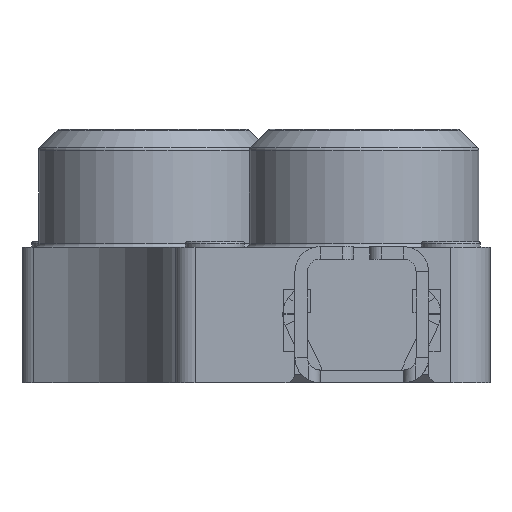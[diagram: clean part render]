
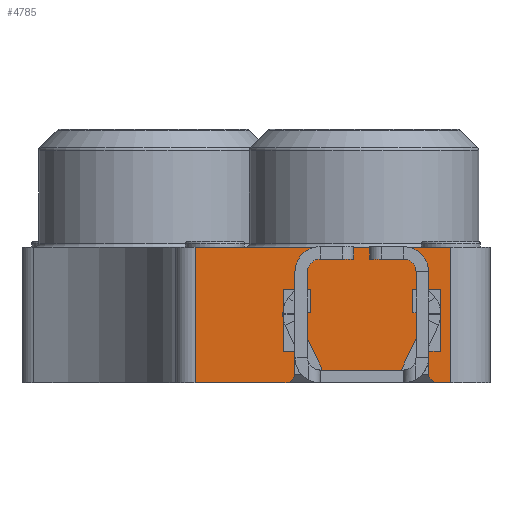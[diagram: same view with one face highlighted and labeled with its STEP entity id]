
A CAD part, left-side view. The second image highlights one B-rep face of the part: STEP entity #4785.
In plain terms, the highlighted planar face has unit normal (-1, 0, 0).
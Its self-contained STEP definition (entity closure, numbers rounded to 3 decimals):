
#275=PLANE('',#5174);
#502=FACE_OUTER_BOUND('',#797,.T.);
#797=EDGE_LOOP('',(#3845,#3846,#3847,#3848,#3849,#3850,#3851,#3852,#3853,
#3854,#3855,#3856,#3857,#3858,#3859,#3860,#3861,#3862,#3863,#3864,#3865,
#3866));
#1183=LINE('',#7503,#1668);
#1188=LINE('',#7515,#1673);
#1196=LINE('',#7531,#1681);
#1219=LINE('',#7600,#1704);
#1222=LINE('',#7606,#1707);
#1223=LINE('',#7608,#1708);
#1224=LINE('',#7610,#1709);
#1225=LINE('',#7612,#1710);
#1226=LINE('',#7614,#1711);
#1227=LINE('',#7616,#1712);
#1228=LINE('',#7618,#1713);
#1229=LINE('',#7620,#1714);
#1230=LINE('',#7622,#1715);
#1231=LINE('',#7624,#1716);
#1232=LINE('',#7626,#1717);
#1233=LINE('',#7628,#1718);
#1234=LINE('',#7630,#1719);
#1235=LINE('',#7632,#1720);
#1236=LINE('',#7634,#1721);
#1237=LINE('',#7636,#1722);
#1238=LINE('',#7638,#1723);
#1239=LINE('',#7639,#1724);
#1668=VECTOR('',#6064,10.);
#1673=VECTOR('',#6075,10.);
#1681=VECTOR('',#6083,10.);
#1704=VECTOR('',#6144,10.);
#1707=VECTOR('',#6151,10.);
#1708=VECTOR('',#6152,10.);
#1709=VECTOR('',#6153,10.);
#1710=VECTOR('',#6154,10.);
#1711=VECTOR('',#6155,10.);
#1712=VECTOR('',#6156,10.);
#1713=VECTOR('',#6157,10.);
#1714=VECTOR('',#6158,10.);
#1715=VECTOR('',#6159,10.);
#1716=VECTOR('',#6160,10.);
#1717=VECTOR('',#6161,10.);
#1718=VECTOR('',#6162,10.);
#1719=VECTOR('',#6163,10.);
#1720=VECTOR('',#6164,10.);
#1721=VECTOR('',#6165,10.);
#1722=VECTOR('',#6166,10.);
#1723=VECTOR('',#6167,10.);
#1724=VECTOR('',#6168,10.);
#2235=VERTEX_POINT('',#7500);
#2236=VERTEX_POINT('',#7502);
#2240=VERTEX_POINT('',#7514);
#2247=VERTEX_POINT('',#7528);
#2248=VERTEX_POINT('',#7530);
#2274=VERTEX_POINT('',#7596);
#2277=VERTEX_POINT('',#7607);
#2278=VERTEX_POINT('',#7609);
#2279=VERTEX_POINT('',#7611);
#2280=VERTEX_POINT('',#7613);
#2281=VERTEX_POINT('',#7615);
#2282=VERTEX_POINT('',#7617);
#2283=VERTEX_POINT('',#7619);
#2284=VERTEX_POINT('',#7621);
#2285=VERTEX_POINT('',#7623);
#2286=VERTEX_POINT('',#7625);
#2287=VERTEX_POINT('',#7627);
#2288=VERTEX_POINT('',#7629);
#2289=VERTEX_POINT('',#7631);
#2290=VERTEX_POINT('',#7633);
#2291=VERTEX_POINT('',#7635);
#2292=VERTEX_POINT('',#7637);
#2780=EDGE_CURVE('',#2235,#2236,#1183,.T.);
#2786=EDGE_CURVE('',#2236,#2240,#1188,.T.);
#2794=EDGE_CURVE('',#2247,#2248,#1196,.T.);
#2829=EDGE_CURVE('',#2248,#2274,#1219,.T.);
#2832=EDGE_CURVE('',#2274,#2235,#1222,.T.);
#2833=EDGE_CURVE('',#2277,#2247,#1223,.T.);
#2834=EDGE_CURVE('',#2277,#2278,#1224,.T.);
#2835=EDGE_CURVE('',#2278,#2279,#1225,.T.);
#2836=EDGE_CURVE('',#2279,#2280,#1226,.T.);
#2837=EDGE_CURVE('',#2280,#2281,#1227,.T.);
#2838=EDGE_CURVE('',#2281,#2282,#1228,.T.);
#2839=EDGE_CURVE('',#2282,#2283,#1229,.T.);
#2840=EDGE_CURVE('',#2283,#2284,#1230,.T.);
#2841=EDGE_CURVE('',#2284,#2285,#1231,.T.);
#2842=EDGE_CURVE('',#2285,#2286,#1232,.T.);
#2843=EDGE_CURVE('',#2286,#2287,#1233,.T.);
#2844=EDGE_CURVE('',#2287,#2288,#1234,.T.);
#2845=EDGE_CURVE('',#2288,#2289,#1235,.T.);
#2846=EDGE_CURVE('',#2289,#2290,#1236,.T.);
#2847=EDGE_CURVE('',#2290,#2291,#1237,.T.);
#2848=EDGE_CURVE('',#2291,#2292,#1238,.T.);
#2849=EDGE_CURVE('',#2240,#2292,#1239,.T.);
#3845=ORIENTED_EDGE('',*,*,#2780,.F.);
#3846=ORIENTED_EDGE('',*,*,#2832,.F.);
#3847=ORIENTED_EDGE('',*,*,#2829,.F.);
#3848=ORIENTED_EDGE('',*,*,#2794,.F.);
#3849=ORIENTED_EDGE('',*,*,#2833,.F.);
#3850=ORIENTED_EDGE('',*,*,#2834,.T.);
#3851=ORIENTED_EDGE('',*,*,#2835,.T.);
#3852=ORIENTED_EDGE('',*,*,#2836,.T.);
#3853=ORIENTED_EDGE('',*,*,#2837,.T.);
#3854=ORIENTED_EDGE('',*,*,#2838,.T.);
#3855=ORIENTED_EDGE('',*,*,#2839,.T.);
#3856=ORIENTED_EDGE('',*,*,#2840,.T.);
#3857=ORIENTED_EDGE('',*,*,#2841,.T.);
#3858=ORIENTED_EDGE('',*,*,#2842,.T.);
#3859=ORIENTED_EDGE('',*,*,#2843,.T.);
#3860=ORIENTED_EDGE('',*,*,#2844,.T.);
#3861=ORIENTED_EDGE('',*,*,#2845,.T.);
#3862=ORIENTED_EDGE('',*,*,#2846,.T.);
#3863=ORIENTED_EDGE('',*,*,#2847,.T.);
#3864=ORIENTED_EDGE('',*,*,#2848,.T.);
#3865=ORIENTED_EDGE('',*,*,#2849,.F.);
#3866=ORIENTED_EDGE('',*,*,#2786,.F.);
#4785=ADVANCED_FACE('',(#502),#275,.T.);
#5174=AXIS2_PLACEMENT_3D('',#7605,#6149,#6150);
#6064=DIRECTION('',(0.,0.,-1.));
#6075=DIRECTION('',(0.,1.,0.));
#6083=DIRECTION('',(0.,1.,0.));
#6144=DIRECTION('',(0.,0.,1.));
#6149=DIRECTION('center_axis',(-1.,0.,0.));
#6150=DIRECTION('ref_axis',(0.,-1.,0.));
#6151=DIRECTION('',(0.,-1.,0.));
#6152=DIRECTION('',(0.,0.707,-0.707));
#6153=DIRECTION('',(0.,0.,1.));
#6154=DIRECTION('',(0.,1.,0.));
#6155=DIRECTION('',(0.,0.,1.));
#6156=DIRECTION('',(0.,-1.,0.));
#6157=DIRECTION('',(0.,0.,-1.));
#6158=DIRECTION('',(0.,1.,0.));
#6159=DIRECTION('',(0.,-0.432,-0.902));
#6160=DIRECTION('',(0.,-1.,0.));
#6161=DIRECTION('',(0.,-0.432,0.902));
#6162=DIRECTION('',(0.,1.,0.));
#6163=DIRECTION('',(0.,0.,1.));
#6164=DIRECTION('',(0.,-1.,0.));
#6165=DIRECTION('',(0.,0.,-1.));
#6166=DIRECTION('',(0.,1.,0.));
#6167=DIRECTION('',(0.,0.,-1.));
#6168=DIRECTION('',(0.,0.707,0.707));
#7500=CARTESIAN_POINT('',(-5.5,-1.5,1.72));
#7502=CARTESIAN_POINT('',(-5.5,-1.5,0.));
#7503=CARTESIAN_POINT('',(-5.5,-1.5,0.));
#7514=CARTESIAN_POINT('',(-5.5,-1.295,0.));
#7515=CARTESIAN_POINT('',(-5.5,-2.,0.));
#7528=CARTESIAN_POINT('',(-5.5,0.555,0.));
#7530=CARTESIAN_POINT('',(-5.5,1.75,0.));
#7531=CARTESIAN_POINT('',(-5.5,-2.,0.));
#7596=CARTESIAN_POINT('',(-5.5,1.75,1.72));
#7600=CARTESIAN_POINT('',(-5.5,1.75,0.));
#7605=CARTESIAN_POINT('Origin',(-5.5,2.,0.));
#7606=CARTESIAN_POINT('',(-5.5,-2.,1.72));
#7607=CARTESIAN_POINT('',(-5.5,0.48,0.075));
#7608=CARTESIAN_POINT('',(-5.5,0.898,-0.343));
#7609=CARTESIAN_POINT('',(-5.5,0.48,0.4));
#7610=CARTESIAN_POINT('',(-5.5,0.48,0.));
#7611=CARTESIAN_POINT('',(-5.5,0.63,0.4));
#7612=CARTESIAN_POINT('',(-5.5,1.24,0.4));
#7613=CARTESIAN_POINT('',(-5.5,0.63,1.19));
#7614=CARTESIAN_POINT('',(-5.5,0.63,0.2));
#7615=CARTESIAN_POINT('',(-5.5,0.28,1.19));
#7616=CARTESIAN_POINT('',(-5.5,1.315,1.19));
#7617=CARTESIAN_POINT('',(-5.5,0.28,0.89));
#7618=CARTESIAN_POINT('',(-5.5,0.28,0.595));
#7619=CARTESIAN_POINT('',(-5.5,0.48,0.89));
#7620=CARTESIAN_POINT('',(-5.5,1.14,0.89));
#7621=CARTESIAN_POINT('',(-5.5,0.13,0.16));
#7622=CARTESIAN_POINT('',(-5.5,0.449,0.824));
#7623=CARTESIAN_POINT('',(-5.5,-0.87,0.16));
#7624=CARTESIAN_POINT('',(-5.5,1.065,0.16));
#7625=CARTESIAN_POINT('',(-5.5,-1.22,0.89));
#7626=CARTESIAN_POINT('',(-5.5,-0.571,-0.464));
#7627=CARTESIAN_POINT('',(-5.5,-1.02,0.89));
#7628=CARTESIAN_POINT('',(-5.5,0.39,0.89));
#7629=CARTESIAN_POINT('',(-5.5,-1.02,1.19));
#7630=CARTESIAN_POINT('',(-5.5,-1.02,0.445));
#7631=CARTESIAN_POINT('',(-5.5,-1.37,1.19));
#7632=CARTESIAN_POINT('',(-5.5,0.49,1.19));
#7633=CARTESIAN_POINT('',(-5.5,-1.37,0.4));
#7634=CARTESIAN_POINT('',(-5.5,-1.37,0.595));
#7635=CARTESIAN_POINT('',(-5.5,-1.22,0.4));
#7636=CARTESIAN_POINT('',(-5.5,0.315,0.4));
#7637=CARTESIAN_POINT('',(-5.5,-1.22,0.075));
#7638=CARTESIAN_POINT('',(-5.5,-1.22,0.2));
#7639=CARTESIAN_POINT('',(-5.5,-0.453,0.843));
